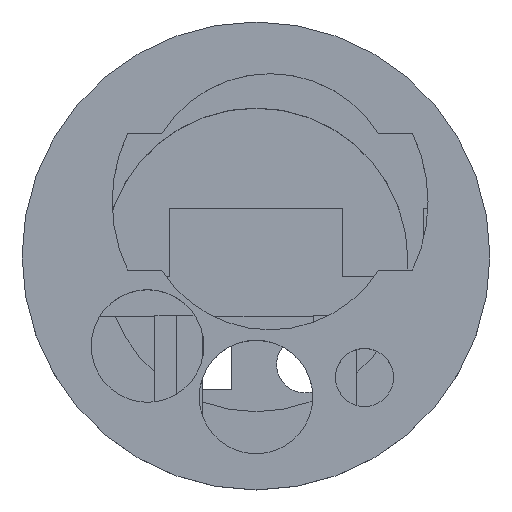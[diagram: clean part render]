
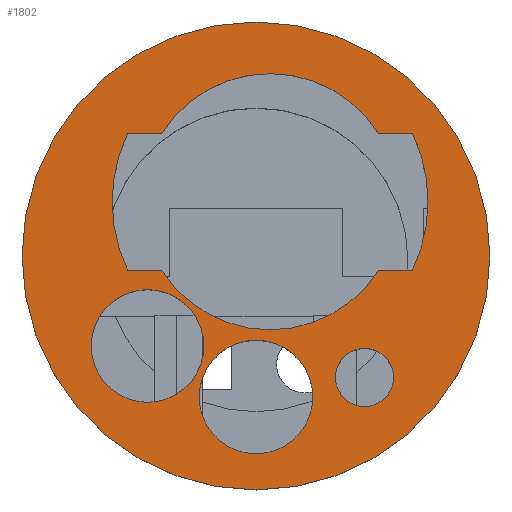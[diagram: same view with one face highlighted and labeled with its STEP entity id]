
A CAD part, top view. The second image highlights one B-rep face of the part: STEP entity #1802.
In plain terms, the highlighted planar face has unit normal (0, 0, 1).
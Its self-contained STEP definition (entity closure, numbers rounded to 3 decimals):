
#42=FACE_BOUND('',#268,.T.);
#43=FACE_BOUND('',#269,.T.);
#44=FACE_BOUND('',#270,.T.);
#45=FACE_BOUND('',#271,.T.);
#87=CIRCLE('',#1930,18.5);
#89=CIRCLE('',#1933,15.);
#92=CIRCLE('',#1940,6.6);
#94=CIRCLE('',#1943,3.4);
#96=CIRCLE('',#1946,6.65);
#98=CIRCLE('',#1949,18.5);
#101=CIRCLE('',#1955,27.4);
#102=CIRCLE('',#1956,15.);
#165=FACE_OUTER_BOUND('',#267,.T.);
#267=EDGE_LOOP('',(#1415));
#268=EDGE_LOOP('',(#1416));
#269=EDGE_LOOP('',(#1417,#1418,#1419,#1420,#1421,#1422,#1423,#1424));
#270=EDGE_LOOP('',(#1425));
#271=EDGE_LOOP('',(#1426));
#424=LINE('',#2787,#622);
#459=LINE('',#2880,#657);
#462=LINE('',#2894,#660);
#463=LINE('',#2895,#661);
#622=VECTOR('',#2243,10.);
#657=VECTOR('',#2324,10.);
#660=VECTOR('',#2339,10.);
#661=VECTOR('',#2340,10.);
#819=VERTEX_POINT('',#2784);
#820=VERTEX_POINT('',#2786);
#823=VERTEX_POINT('',#2794);
#827=VERTEX_POINT('',#2803);
#828=VERTEX_POINT('',#2805);
#846=VERTEX_POINT('',#2853);
#848=VERTEX_POINT('',#2859);
#850=VERTEX_POINT('',#2865);
#851=VERTEX_POINT('',#2869);
#854=VERTEX_POINT('',#2874);
#859=VERTEX_POINT('',#2890);
#860=VERTEX_POINT('',#2892);
#1021=EDGE_CURVE('',#820,#819,#424,.T.);
#1027=EDGE_CURVE('',#823,#820,#87,.T.);
#1030=EDGE_CURVE('',#828,#827,#89,.T.);
#1057=EDGE_CURVE('',#846,#846,#92,.T.);
#1060=EDGE_CURVE('',#848,#848,#94,.T.);
#1063=EDGE_CURVE('',#850,#850,#96,.T.);
#1067=EDGE_CURVE('',#851,#854,#98,.T.);
#1069=EDGE_CURVE('',#854,#828,#459,.T.);
#1074=EDGE_CURVE('',#859,#859,#101,.T.);
#1075=EDGE_CURVE('',#819,#860,#102,.T.);
#1076=EDGE_CURVE('',#860,#851,#462,.T.);
#1077=EDGE_CURVE('',#827,#823,#463,.T.);
#1415=ORIENTED_EDGE('',*,*,#1074,.F.);
#1416=ORIENTED_EDGE('',*,*,#1057,.T.);
#1417=ORIENTED_EDGE('',*,*,#1021,.T.);
#1418=ORIENTED_EDGE('',*,*,#1075,.T.);
#1419=ORIENTED_EDGE('',*,*,#1076,.T.);
#1420=ORIENTED_EDGE('',*,*,#1067,.T.);
#1421=ORIENTED_EDGE('',*,*,#1069,.T.);
#1422=ORIENTED_EDGE('',*,*,#1030,.T.);
#1423=ORIENTED_EDGE('',*,*,#1077,.T.);
#1424=ORIENTED_EDGE('',*,*,#1027,.T.);
#1425=ORIENTED_EDGE('',*,*,#1063,.T.);
#1426=ORIENTED_EDGE('',*,*,#1060,.T.);
#1717=PLANE('',#1954);
#1802=ADVANCED_FACE('',(#165,#42,#43,#44,#45),#1717,.T.);
#1930=AXIS2_PLACEMENT_3D('',#2798,#2252,#2253);
#1933=AXIS2_PLACEMENT_3D('',#2806,#2259,#2260);
#1940=AXIS2_PLACEMENT_3D('',#2855,#2297,#2298);
#1943=AXIS2_PLACEMENT_3D('',#2861,#2304,#2305);
#1946=AXIS2_PLACEMENT_3D('',#2867,#2311,#2312);
#1949=AXIS2_PLACEMENT_3D('',#2876,#2319,#2320);
#1954=AXIS2_PLACEMENT_3D('',#2889,#2333,#2334);
#1955=AXIS2_PLACEMENT_3D('',#2891,#2335,#2336);
#1956=AXIS2_PLACEMENT_3D('',#2893,#2337,#2338);
#2243=DIRECTION('',(1.,0.,0.));
#2252=DIRECTION('center_axis',(0.,0.,-1.));
#2253=DIRECTION('ref_axis',(0.902,-0.432,0.));
#2259=DIRECTION('center_axis',(0.,0.,-1.));
#2260=DIRECTION('ref_axis',(0.846,0.533,0.));
#2297=DIRECTION('center_axis',(0.,0.,-1.));
#2298=DIRECTION('ref_axis',(-1.,0.,0.));
#2304=DIRECTION('center_axis',(0.,0.,-1.));
#2305=DIRECTION('ref_axis',(-1.,0.,0.));
#2311=DIRECTION('center_axis',(0.,0.,-1.));
#2312=DIRECTION('ref_axis',(-1.,0.,0.));
#2319=DIRECTION('center_axis',(0.,0.,-1.));
#2320=DIRECTION('ref_axis',(-0.902,0.432,0.));
#2324=DIRECTION('',(-1.,0.,0.));
#2333=DIRECTION('center_axis',(0.,0.,1.));
#2334=DIRECTION('ref_axis',(1.,0.,0.));
#2335=DIRECTION('center_axis',(0.,0.,-1.));
#2336=DIRECTION('ref_axis',(-1.,0.,0.));
#2337=DIRECTION('center_axis',(0.,0.,-1.));
#2338=DIRECTION('ref_axis',(-0.846,-0.533,0.));
#2339=DIRECTION('',(1.,0.,0.));
#2340=DIRECTION('',(-1.,0.,0.));
#2784=CARTESIAN_POINT('',(-11.038,14.35,0.));
#2786=CARTESIAN_POINT('',(-15.03,14.35,0.));
#2787=CARTESIAN_POINT('',(-15.03,14.35,0.));
#2794=CARTESIAN_POINT('',(-15.03,-1.65,0.));
#2798=CARTESIAN_POINT('Origin',(1.651,6.35,0.));
#2803=CARTESIAN_POINT('',(-11.038,-1.65,0.));
#2805=CARTESIAN_POINT('',(14.34,-1.65,0.));
#2806=CARTESIAN_POINT('Origin',(1.651,6.35,0.));
#2853=CARTESIAN_POINT('',(-6.1,-10.541,0.));
#2855=CARTESIAN_POINT('Origin',(-12.7,-10.541,0.));
#2859=CARTESIAN_POINT('',(16.1,-14.224,0.));
#2861=CARTESIAN_POINT('Origin',(12.7,-14.224,0.));
#2865=CARTESIAN_POINT('',(6.65,-16.51,0.));
#2867=CARTESIAN_POINT('Origin',(0.,-16.51,0.));
#2869=CARTESIAN_POINT('',(18.332,14.35,0.));
#2874=CARTESIAN_POINT('',(18.332,-1.65,0.));
#2876=CARTESIAN_POINT('Origin',(1.651,6.35,0.));
#2880=CARTESIAN_POINT('',(18.332,-1.65,0.));
#2889=CARTESIAN_POINT('Origin',(0.,0.,0.));
#2890=CARTESIAN_POINT('',(27.4,0.,0.));
#2891=CARTESIAN_POINT('Origin',(0.,0.,0.));
#2892=CARTESIAN_POINT('',(14.34,14.35,0.));
#2893=CARTESIAN_POINT('Origin',(1.651,6.35,0.));
#2894=CARTESIAN_POINT('',(14.34,14.35,0.));
#2895=CARTESIAN_POINT('',(-11.038,-1.65,0.));
